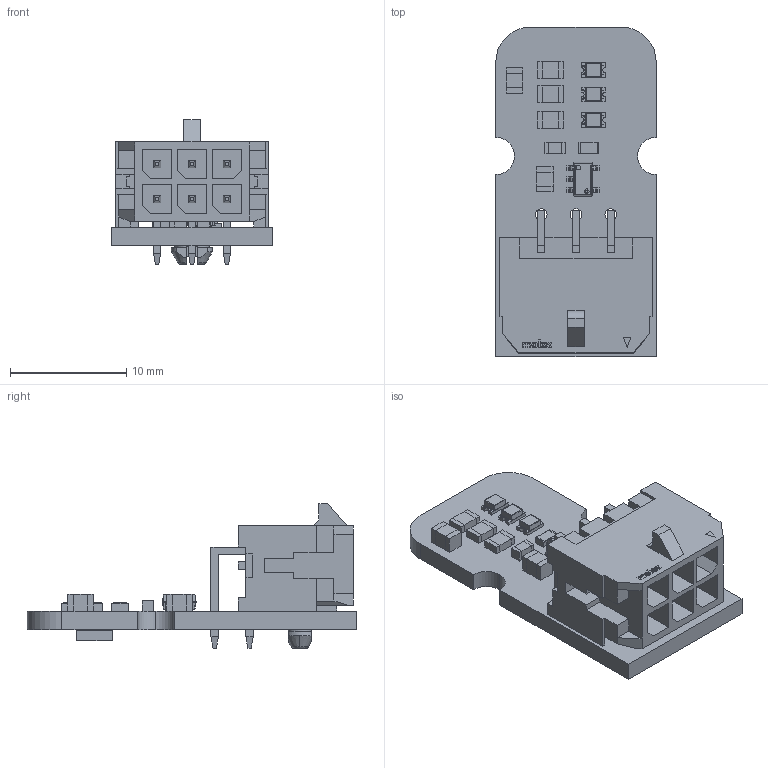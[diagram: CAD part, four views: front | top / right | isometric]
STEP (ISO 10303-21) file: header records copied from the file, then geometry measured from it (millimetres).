
FILE_DESCRIPTION(('Open CASCADE Model'),'2;1');
FILE_NAME('Open CASCADE Shape Model','2025-01-12T13:49:06',('Author'),( 'Open CASCADE'),'Open CASCADE STEP processor 7.5','Open CASCADE 7.5' ,'Unknown');
FILE_SCHEMA(('AUTOMOTIVE_DESIGN { 1 0 10303 214 1 1 1 1 }'));
Length unit declared in the file: millimetre
Products named in the file (52): PCB; Board; Open CASCADE STEP translator 7.5 1.1.1; U2; IC_Microchip_MIC7300YM5-TR_eec; IC_BODY; IC_LEG; circle; IC_LEG_MIR1; Microchip logo; C2; 6617046944; Extruded; 6617043664; R5; 6617042224; 6617042544; R4; 6645093488; Mid_Body; Terminal; Open CASCADE STEP translator 6.8 3.2.1; Mark; U1; 6645093328; R3; 6617038144; 6617043504; R2; R1; J1; Conn_Molex_0430450600_eec; Body; Pins; New Marking; Molex Logo-LAPTOP-NQA1DCQ3; D3; Diode_Wurth_Electronics_150080SS75000_eec; base; cover ...
Assembly tree (70 placements, depth 5):
  PCB
    Board
      Open CASCADE STEP translator 7.5 1.1.1
    U2
      IC_Microchip_MIC7300YM5-TR_eec
        IC_BODY
        IC_LEG  x3
        circle
        IC_LEG_MIR1  x2
        Microchip logo
    C2
      6617046944  x2
        Extruded
      6617043664
        Extruded
    R5
      6617042224
        Extruded
      6617042544  x2
        Extruded
    R4
      6645093488
        Mid_Body
        Terminal  x2
          Open CASCADE STEP translator 6.8 3.2.1
        Mark
    U1
      6645093328
    R3
      6617038144
        Extruded
      6617043504  x2
        Extruded
    R2
      6617038144
        Extruded
      6617043504  x2
        Extruded
    R1
      6617038144
        Extruded
      6617043504  x2
        Extruded
    J1
      Conn_Molex_0430450600_eec
        Body
        Pins
        New Marking
        Molex Logo-LAPTOP-NQA1DCQ3
    D3
      Diode_Wurth_Electronics_150080SS75000_eec
        base
        cover
        housing
        marking  x2
        base_2
        Mark2
    D2
      Diode_Wurth_Electronics_150080SS75000_eec
        base
Bounding box: 13.8 x 28.4 x 12.45 mm (x, y, z)
Volume: 1198.3 mm3; surface area: 2475.8 mm2
Topology: 90 solids, 90 shells, 1071 faces, 2510 edges, 1631 vertices
Faces by surface type: plane 912, cylinder 108, bspline 30, sphere 18, cone 3
Full cylindrical faces by diameter (mm): 0.155 x1, 0.4 x1, 1.02 x6, 3 x1
Entity records: 24540 total; most frequent: CARTESIAN_POINT 4268, ORIENTED_EDGE 3628, DIRECTION 3503, EDGE_CURVE 1814, LINE 1607, VECTOR 1607, VERTEX_POINT 1175, AXIS2_PLACEMENT_3D 948
